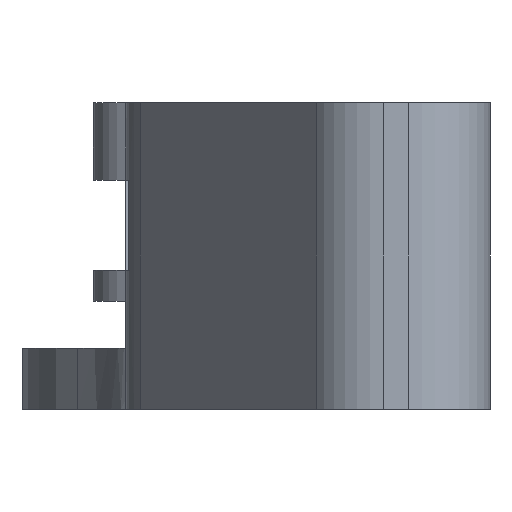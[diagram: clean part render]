
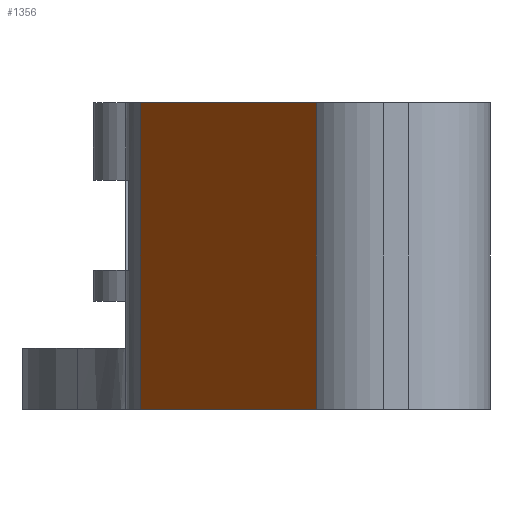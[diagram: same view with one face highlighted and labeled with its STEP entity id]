
A CAD part, left-side view. The second image highlights one B-rep face of the part: STEP entity #1356.
In plain terms, the highlighted planar face has unit normal (-0.574, 0.819, 0).
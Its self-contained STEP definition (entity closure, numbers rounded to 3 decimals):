
#44 = PLANE('',#45);
#45 = AXIS2_PLACEMENT_3D('',#46,#47,#48);
#46 = CARTESIAN_POINT('',(-9.061,5.5,7.));
#47 = DIRECTION('',(0.,0.,1.));
#48 = DIRECTION('',(1.,0.,0.));
#163 = VERTEX_POINT('',#164);
#164 = CARTESIAN_POINT('',(-23.033,4.777,7.));
#179 = CYLINDRICAL_SURFACE('',#180,4.);
#180 = AXIS2_PLACEMENT_3D('',#181,#182,#183);
#181 = CARTESIAN_POINT('',(-20.739,1.5,7.));
#182 = DIRECTION('',(0.,0.,1.));
#183 = DIRECTION('',(0.,1.,0.));
#191 = EDGE_CURVE('',#192,#163,#194,.T.);
#192 = VERTEX_POINT('',#193);
#193 = CARTESIAN_POINT('',(-35.294,-3.806,7.));
#194 = SURFACE_CURVE('',#195,(#199,#206),.PCURVE_S1.);
#195 = LINE('',#196,#197);
#196 = CARTESIAN_POINT('',(-37.,-5.,7.));
#197 = VECTOR('',#198,1.);
#198 = DIRECTION('',(0.819,0.573,0.));
#199 = PCURVE('',#44,#200);
#200 = DEFINITIONAL_REPRESENTATION('',(#201),#205);
#201 = LINE('',#202,#203);
#202 = CARTESIAN_POINT('',(-27.939,-10.5));
#203 = VECTOR('',#204,1.);
#204 = DIRECTION('',(0.819,0.573));
#205 = ( GEOMETRIC_REPRESENTATION_CONTEXT(2) 
PARAMETRIC_REPRESENTATION_CONTEXT() REPRESENTATION_CONTEXT('2D SPACE',''
  ) );
#206 = PCURVE('',#207,#212);
#207 = PLANE('',#208);
#208 = AXIS2_PLACEMENT_3D('',#209,#210,#211);
#209 = CARTESIAN_POINT('',(-37.,-5.,7.));
#210 = DIRECTION('',(-0.573,0.819,0.));
#211 = DIRECTION('',(0.819,0.573,0.));
#212 = DEFINITIONAL_REPRESENTATION('',(#213),#217);
#213 = LINE('',#214,#215);
#214 = CARTESIAN_POINT('',(0.,0.));
#215 = VECTOR('',#216,1.);
#216 = DIRECTION('',(1.,0.));
#217 = ( GEOMETRIC_REPRESENTATION_CONTEXT(2) 
PARAMETRIC_REPRESENTATION_CONTEXT() REPRESENTATION_CONTEXT('2D SPACE',''
  ) );
#236 = CYLINDRICAL_SURFACE('',#237,4.);
#237 = AXIS2_PLACEMENT_3D('',#238,#239,#240);
#238 = CARTESIAN_POINT('',(-33.,-7.083,7.));
#239 = DIRECTION('',(0.,0.,1.));
#240 = DIRECTION('',(-0.573,0.819,0.));
#1017 = EDGE_CURVE('',#163,#1018,#1020,.T.);
#1018 = VERTEX_POINT('',#1019);
#1019 = CARTESIAN_POINT('',(-23.033,4.777,22.));
#1020 = SURFACE_CURVE('',#1021,(#1025,#1032),.PCURVE_S1.);
#1021 = LINE('',#1022,#1023);
#1022 = CARTESIAN_POINT('',(-23.033,4.777,7.));
#1023 = VECTOR('',#1024,1.);
#1024 = DIRECTION('',(0.,0.,1.));
#1025 = PCURVE('',#179,#1026);
#1026 = DEFINITIONAL_REPRESENTATION('',(#1027),#1031);
#1027 = LINE('',#1028,#1029);
#1028 = CARTESIAN_POINT('',(0.611,0.));
#1029 = VECTOR('',#1030,1.);
#1030 = DIRECTION('',(0.,1.));
#1031 = ( GEOMETRIC_REPRESENTATION_CONTEXT(2) 
PARAMETRIC_REPRESENTATION_CONTEXT() REPRESENTATION_CONTEXT('2D SPACE',''
  ) );
#1032 = PCURVE('',#207,#1033);
#1033 = DEFINITIONAL_REPRESENTATION('',(#1034),#1038);
#1034 = LINE('',#1035,#1036);
#1035 = CARTESIAN_POINT('',(17.049,0.));
#1036 = VECTOR('',#1037,1.);
#1037 = DIRECTION('',(0.,-1.));
#1038 = ( GEOMETRIC_REPRESENTATION_CONTEXT(2) 
PARAMETRIC_REPRESENTATION_CONTEXT() REPRESENTATION_CONTEXT('2D SPACE',''
  ) );
#1057 = PLANE('',#1058);
#1058 = AXIS2_PLACEMENT_3D('',#1059,#1060,#1061);
#1059 = CARTESIAN_POINT('',(0.,5.5,22.));
#1060 = DIRECTION('',(0.,0.,1.));
#1061 = DIRECTION('',(1.,0.,0.));
#1356 = ADVANCED_FACE('',(#1357),#207,.T.);
#1357 = FACE_BOUND('',#1358,.T.);
#1358 = EDGE_LOOP('',(#1359,#1360,#1383,#1404));
#1359 = ORIENTED_EDGE('',*,*,#191,.F.);
#1360 = ORIENTED_EDGE('',*,*,#1361,.T.);
#1361 = EDGE_CURVE('',#192,#1362,#1364,.T.);
#1362 = VERTEX_POINT('',#1363);
#1363 = CARTESIAN_POINT('',(-35.294,-3.806,22.));
#1364 = SURFACE_CURVE('',#1365,(#1369,#1376),.PCURVE_S1.);
#1365 = LINE('',#1366,#1367);
#1366 = CARTESIAN_POINT('',(-35.294,-3.806,7.));
#1367 = VECTOR('',#1368,1.);
#1368 = DIRECTION('',(0.,0.,1.));
#1369 = PCURVE('',#207,#1370);
#1370 = DEFINITIONAL_REPRESENTATION('',(#1371),#1375);
#1371 = LINE('',#1372,#1373);
#1372 = CARTESIAN_POINT('',(2.083,0.));
#1373 = VECTOR('',#1374,1.);
#1374 = DIRECTION('',(0.,-1.));
#1375 = ( GEOMETRIC_REPRESENTATION_CONTEXT(2) 
PARAMETRIC_REPRESENTATION_CONTEXT() REPRESENTATION_CONTEXT('2D SPACE',''
  ) );
#1376 = PCURVE('',#236,#1377);
#1377 = DEFINITIONAL_REPRESENTATION('',(#1378),#1382);
#1378 = LINE('',#1379,#1380);
#1379 = CARTESIAN_POINT('',(0.,0.));
#1380 = VECTOR('',#1381,1.);
#1381 = DIRECTION('',(0.,1.));
#1382 = ( GEOMETRIC_REPRESENTATION_CONTEXT(2) 
PARAMETRIC_REPRESENTATION_CONTEXT() REPRESENTATION_CONTEXT('2D SPACE',''
  ) );
#1383 = ORIENTED_EDGE('',*,*,#1384,.T.);
#1384 = EDGE_CURVE('',#1362,#1018,#1385,.T.);
#1385 = SURFACE_CURVE('',#1386,(#1390,#1397),.PCURVE_S1.);
#1386 = LINE('',#1387,#1388);
#1387 = CARTESIAN_POINT('',(-37.,-5.,22.));
#1388 = VECTOR('',#1389,1.);
#1389 = DIRECTION('',(0.819,0.573,0.));
#1390 = PCURVE('',#207,#1391);
#1391 = DEFINITIONAL_REPRESENTATION('',(#1392),#1396);
#1392 = LINE('',#1393,#1394);
#1393 = CARTESIAN_POINT('',(0.,-15.));
#1394 = VECTOR('',#1395,1.);
#1395 = DIRECTION('',(1.,0.));
#1396 = ( GEOMETRIC_REPRESENTATION_CONTEXT(2) 
PARAMETRIC_REPRESENTATION_CONTEXT() REPRESENTATION_CONTEXT('2D SPACE',''
  ) );
#1397 = PCURVE('',#1057,#1398);
#1398 = DEFINITIONAL_REPRESENTATION('',(#1399),#1403);
#1399 = LINE('',#1400,#1401);
#1400 = CARTESIAN_POINT('',(-37.,-10.5));
#1401 = VECTOR('',#1402,1.);
#1402 = DIRECTION('',(0.819,0.573));
#1403 = ( GEOMETRIC_REPRESENTATION_CONTEXT(2) 
PARAMETRIC_REPRESENTATION_CONTEXT() REPRESENTATION_CONTEXT('2D SPACE',''
  ) );
#1404 = ORIENTED_EDGE('',*,*,#1017,.F.);
